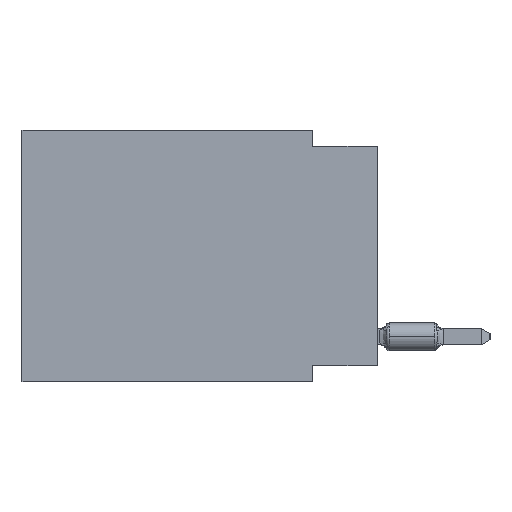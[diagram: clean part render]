
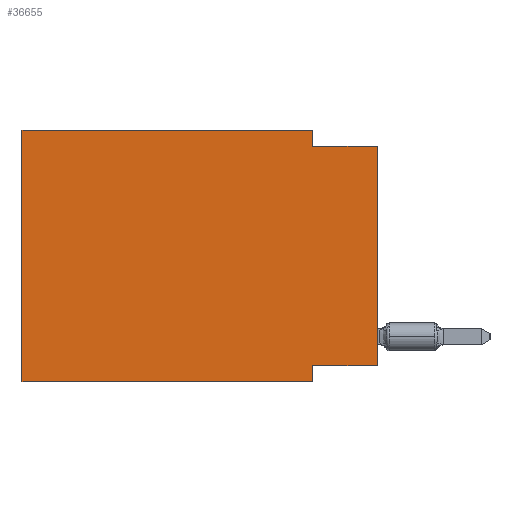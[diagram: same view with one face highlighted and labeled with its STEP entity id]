
A CAD part, left-side view. The second image highlights one B-rep face of the part: STEP entity #36655.
In plain terms, the highlighted planar face has unit normal (-1, 0, 0).
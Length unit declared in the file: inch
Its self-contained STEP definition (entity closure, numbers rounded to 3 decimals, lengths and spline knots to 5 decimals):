
#1167 = EDGE_CURVE ( 'NONE', #6999, #42722, #13223, .T. ) ;
#5101 = DIRECTION ( 'NONE',  ( 0., 0., 1. ) ) ;
#6093 = DIRECTION ( 'NONE',  ( 0., -1., 0. ) ) ;
#6306 = EDGE_CURVE ( 'NONE', #8972, #32126, #33246, .T. ) ;
#6999 = VERTEX_POINT ( 'NONE', #57300 ) ;
#7961 = CARTESIAN_POINT ( 'NONE',  ( 0., 0.55, 0. ) ) ;
#8415 = DIRECTION ( 'NONE',  ( 0., -1., 0. ) ) ;
#8972 = VERTEX_POINT ( 'NONE', #7961 ) ;
#8986 = VERTEX_POINT ( 'NONE', #47514 ) ;
#9021 = VERTEX_POINT ( 'NONE', #19769 ) ;
#9216 = DIRECTION ( 'NONE',  ( 1., 0., 0. ) ) ;
#10883 = VERTEX_POINT ( 'NONE', #56620 ) ;
#11412 = CARTESIAN_POINT ( 'NONE',  ( 0., 0.55, 0. ) ) ;
#13223 = LINE ( 'NONE', #23950, #37512 ) ;
#14237 = VECTOR ( 'NONE', #8415, 39.37008 ) ;
#16076 = EDGE_CURVE ( 'NONE', #9021, #8986, #39697, .T. ) ;
#16598 = CARTESIAN_POINT ( 'NONE',  ( 0., 0.1, -0.39 ) ) ;
#17275 = ORIENTED_EDGE ( 'NONE', *, *, #44836, .F. ) ;
#19769 = CARTESIAN_POINT ( 'NONE',  ( 0., 0.1, -0.025 ) ) ;
#21729 = CARTESIAN_POINT ( 'NONE',  ( 0., 0.55, 0. ) ) ;
#22460 = EDGE_CURVE ( 'NONE', #32126, #9021, #73093, .T. ) ;
#22493 = CARTESIAN_POINT ( 'NONE',  ( 0., 0.1, 0. ) ) ;
#23950 = CARTESIAN_POINT ( 'NONE',  ( 0., 0., -0.365 ) ) ;
#24957 = CARTESIAN_POINT ( 'NONE',  ( 0., 0.1, -0.365 ) ) ;
#26361 = ORIENTED_EDGE ( 'NONE', *, *, #6306, .F. ) ;
#27771 = CARTESIAN_POINT ( 'NONE',  ( 0., 0.1, 0. ) ) ;
#28890 = VECTOR ( 'NONE', #47144, 39.37008 ) ;
#30107 = VERTEX_POINT ( 'NONE', #47875 ) ;
#31769 = DIRECTION ( 'NONE',  ( 0., 0., -1. ) ) ;
#32126 = VERTEX_POINT ( 'NONE', #27771 ) ;
#32873 = VECTOR ( 'NONE', #6093, 39.37008 ) ;
#33246 = LINE ( 'NONE', #11412, #37248 ) ;
#33597 = DIRECTION ( 'NONE',  ( 0., -1., 0. ) ) ;
#36238 = EDGE_LOOP ( 'NONE', ( #68445, #67126, #56647, #26361, #41387, #42263, #17275, #44820 ) ) ;
#36655 = ADVANCED_FACE ( 'NONE', ( #38382 ), #66117, .F. ) ;
#37248 = VECTOR ( 'NONE', #33597, 39.37008 ) ;
#37257 = CARTESIAN_POINT ( 'NONE',  ( 0., 0., 0. ) ) ;
#37512 = VECTOR ( 'NONE', #41324, 39.37008 ) ;
#38040 = CARTESIAN_POINT ( 'NONE',  ( 0., 0.55, 0. ) ) ;
#38382 = FACE_OUTER_BOUND ( 'NONE', #36238, .T. ) ;
#39458 = LINE ( 'NONE', #21729, #57532 ) ;
#39697 = LINE ( 'NONE', #51161, #32873 ) ;
#41324 = DIRECTION ( 'NONE',  ( 0., 1., 0. ) ) ;
#41387 = ORIENTED_EDGE ( 'NONE', *, *, #63397, .F. ) ;
#42263 = ORIENTED_EDGE ( 'NONE', *, *, #42291, .T. ) ;
#42291 = EDGE_CURVE ( 'NONE', #10883, #30107, #70085, .T. ) ;
#42722 = VERTEX_POINT ( 'NONE', #24957 ) ;
#43166 = LINE ( 'NONE', #37257, #47148 ) ;
#44820 = ORIENTED_EDGE ( 'NONE', *, *, #1167, .F. ) ;
#44836 = EDGE_CURVE ( 'NONE', #42722, #30107, #45412, .T. ) ;
#45270 = VECTOR ( 'NONE', #62000, 39.37008 ) ;
#45412 = LINE ( 'NONE', #16598, #28890 ) ;
#47144 = DIRECTION ( 'NONE',  ( 0., 0., -1. ) ) ;
#47148 = VECTOR ( 'NONE', #55730, 39.37008 ) ;
#47514 = CARTESIAN_POINT ( 'NONE',  ( 0., 0., -0.025 ) ) ;
#47875 = CARTESIAN_POINT ( 'NONE',  ( 0., 0.1, -0.39 ) ) ;
#51161 = CARTESIAN_POINT ( 'NONE',  ( 0., 0., -0.025 ) ) ;
#54146 = AXIS2_PLACEMENT_3D ( 'NONE', #38040, #9216, #31769 ) ;
#55730 = DIRECTION ( 'NONE',  ( 0., 0., 1. ) ) ;
#56620 = CARTESIAN_POINT ( 'NONE',  ( 0., 0.55, -0.39 ) ) ;
#56647 = ORIENTED_EDGE ( 'NONE', *, *, #22460, .F. ) ;
#57300 = CARTESIAN_POINT ( 'NONE',  ( 0., 0., -0.365 ) ) ;
#57532 = VECTOR ( 'NONE', #5101, 39.37008 ) ;
#62000 = DIRECTION ( 'NONE',  ( 0., 0., -1. ) ) ;
#63397 = EDGE_CURVE ( 'NONE', #10883, #8972, #39458, .T. ) ;
#65276 = CARTESIAN_POINT ( 'NONE',  ( 0., 0.55, -0.39 ) ) ;
#66117 = PLANE ( 'NONE',  #54146 ) ;
#67126 = ORIENTED_EDGE ( 'NONE', *, *, #16076, .F. ) ;
#67693 = EDGE_CURVE ( 'NONE', #6999, #8986, #43166, .T. ) ;
#68445 = ORIENTED_EDGE ( 'NONE', *, *, #67693, .T. ) ;
#70085 = LINE ( 'NONE', #65276, #14237 ) ;
#73093 = LINE ( 'NONE', #22493, #45270 ) ;
